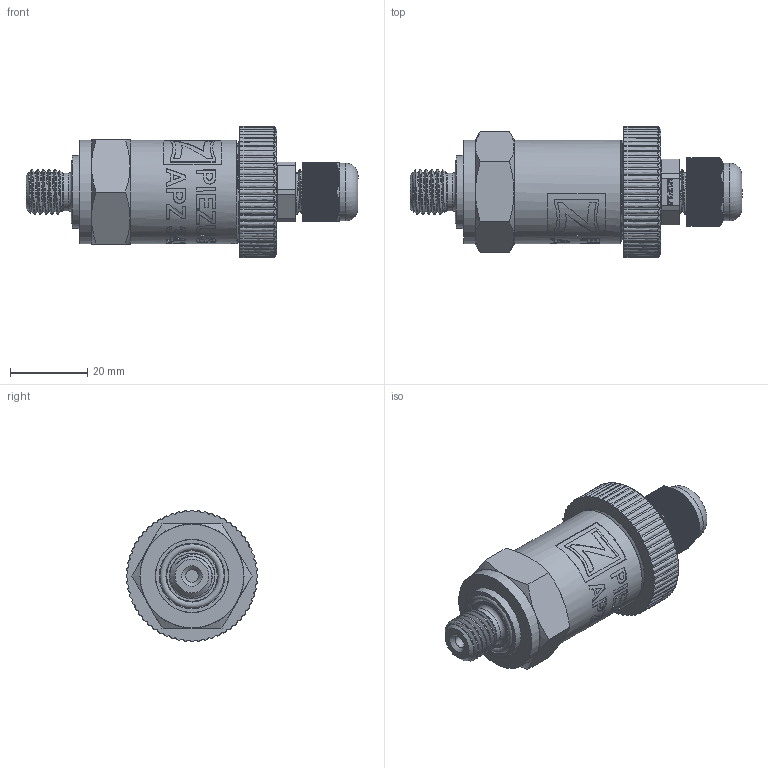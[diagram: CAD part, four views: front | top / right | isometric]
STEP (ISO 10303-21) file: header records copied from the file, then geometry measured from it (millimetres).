
FILE_DESCRIPTION(/* description */ (''),/* implementation_level */ '2;1');
FILE_NAME(/* name */ 'APZ3420_M12x1,5DIN_CableGland.step',/* time_stamp */ '2021-06-08T17:05:03+03:00',/* author */ (''),/* organization */ (''),/* preprocessor_version */ 'ST-DEVELOPER v18.1',/* originating_system */ 'Autodesk Translation Framework v10.9.0.1377',/* authorisation */ '');
FILE_SCHEMA (('AUTOMOTIVE_DESIGN { 1 0 10303 214 3 1 1 }'));
Products named in the file (8): (Unsaved); M12x1,5 DIN; OMAL nut M27x1.5 v8; Ш100.000.001 v3; M12x1.5 Cable gland v3; Cable gland; Rubber gasket; M12 Domed nut
Assembly tree (7 placements, depth 3):
  (Unsaved)
    M12x1,5 DIN
    OMAL nut M27x1.5 v8
    Ш100.000.001 v3
    M12x1.5 Cable gland v3
      Cable gland
      Rubber gasket
      M12 Domed nut
Bounding box: 86.16 x 34 x 34 mm (x, y, z)
Volume: 35548.4 mm3; surface area: 16255.8 mm2
Topology: 7 solids, 7 shells, 2688 faces, 7839 edges, 5211 vertices
Faces by surface type: plane 1481, cylinder 772, bspline 396, cone 25, torus 13, sphere 1
Full cylindrical faces by diameter (mm): 1 x6, 3.3 x1, 7.5 x1, 8 x1, 9.8 x1, 9.976 x5, 10 x6, 10.137 x5, 10.376 x4, 10.526 x1, 11.6 x4, 11.85 x4, 12 x5, 12.6 x1, 13.5 x2, 15 x1, 16.7 x2, 17 x1, 21.4 x2, 22.5 x1, 24.5 x1, 25.132 x4, 25.526 x4, 26.85 x5, 27.208 x5
Entity records: 121917 total; most frequent: CARTESIAN_POINT 52806, ORIENTED_EDGE 15678, DIRECTION 12843, EDGE_CURVE 7839, VERTEX_POINT 5211, LINE 4459, VECTOR 4459, AXIS2_PLACEMENT_3D 4192
